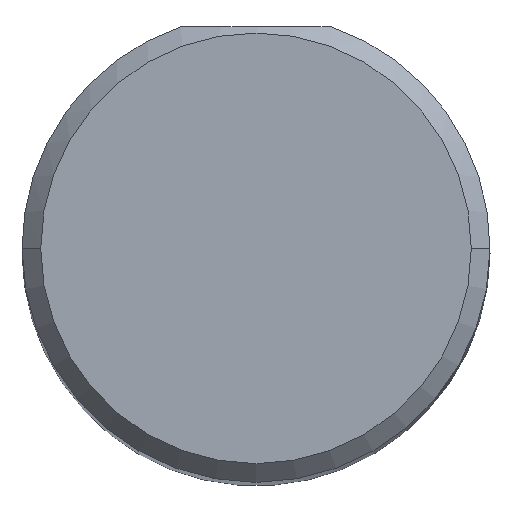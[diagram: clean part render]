
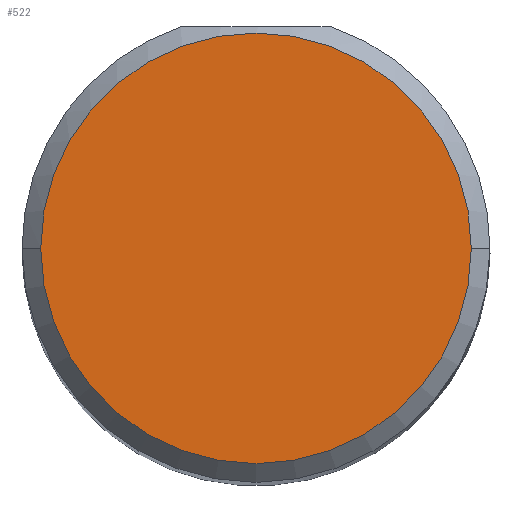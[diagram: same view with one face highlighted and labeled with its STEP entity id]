
A CAD part, top view. The second image highlights one B-rep face of the part: STEP entity #522.
In plain terms, the highlighted planar face has unit normal (0, 0, 1).
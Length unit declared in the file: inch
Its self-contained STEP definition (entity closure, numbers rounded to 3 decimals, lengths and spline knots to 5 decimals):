
#13 = FACE_OUTER_BOUND ( 'NONE', #234, .T. ) ;
#46 = PLANE ( 'NONE',  #478 ) ;
#98 = DIRECTION ( 'NONE',  ( 0., 0., 1. ) ) ;
#126 = AXIS2_PLACEMENT_3D ( 'NONE', #434, #309, #469 ) ;
#135 = DIRECTION ( 'NONE',  ( 1., 0., 0. ) ) ;
#184 = CARTESIAN_POINT ( 'NONE',  ( -0.1725, 0., 2.5 ) ) ;
#234 = EDGE_LOOP ( 'NONE', ( #278, #363 ) ) ;
#237 = VERTEX_POINT ( 'NONE', #184 ) ;
#248 = AXIS2_PLACEMENT_3D ( 'NONE', #453, #98, #135 ) ;
#278 = ORIENTED_EDGE ( 'NONE', *, *, #513, .T. ) ;
#283 = EDGE_CURVE ( 'NONE', #322, #237, #330, .T. ) ;
#309 = DIRECTION ( 'NONE',  ( 0., 0., 1. ) ) ;
#322 = VERTEX_POINT ( 'NONE', #351 ) ;
#330 = CIRCLE ( 'NONE', #126, 0.1725 ) ;
#339 = DIRECTION ( 'NONE',  ( 1., 0., 0. ) ) ;
#351 = CARTESIAN_POINT ( 'NONE',  ( 0.1725, 0., 2.5 ) ) ;
#363 = ORIENTED_EDGE ( 'NONE', *, *, #283, .T. ) ;
#417 = CARTESIAN_POINT ( 'NONE',  ( 0., 0., 2.5 ) ) ;
#424 = CIRCLE ( 'NONE', #248, 0.1725 ) ;
#434 = CARTESIAN_POINT ( 'NONE',  ( 0., 0., 2.5 ) ) ;
#453 = CARTESIAN_POINT ( 'NONE',  ( 0., 0., 2.5 ) ) ;
#469 = DIRECTION ( 'NONE',  ( 1., 0., 0. ) ) ;
#478 = AXIS2_PLACEMENT_3D ( 'NONE', #417, #506, #339 ) ;
#506 = DIRECTION ( 'NONE',  ( 0., 0., 1. ) ) ;
#513 = EDGE_CURVE ( 'NONE', #237, #322, #424, .T. ) ;
#522 = ADVANCED_FACE ( 'NONE', ( #13 ), #46, .T. ) ;
